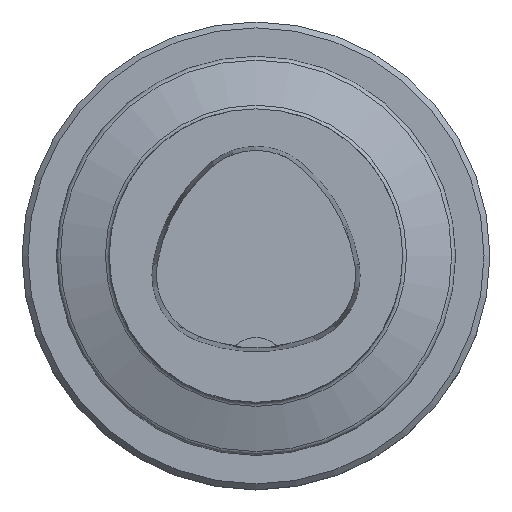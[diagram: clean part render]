
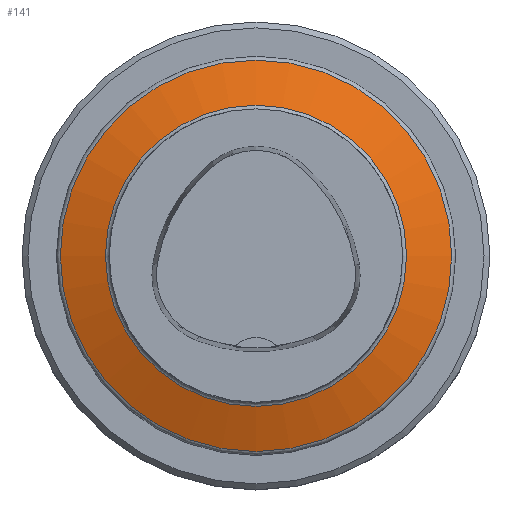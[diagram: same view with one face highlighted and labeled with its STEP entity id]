
A CAD part, top view. The second image highlights one B-rep face of the part: STEP entity #141.
In plain terms, the highlighted conical face has half-angle 70 degrees and reference radius 34 mm.
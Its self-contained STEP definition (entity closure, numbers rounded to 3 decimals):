
#131=CONICAL_SURFACE('',#547,34.,70.);
#141=ADVANCED_FACE('CN_EXP_SU_2',(#181,#182),#131,.T.);
#181=FACE_BOUND('',#209,.T.);
#182=FACE_BOUND('',#210,.T.);
#209=EDGE_LOOP('',(#259));
#210=EDGE_LOOP('',(#260));
#259=ORIENTED_EDGE('',*,*,#423,.T.);
#260=ORIENTED_EDGE('',*,*,#424,.T.);
#379=VERTEX_POINT('',#795);
#380=VERTEX_POINT('',#797);
#423=EDGE_CURVE('',#379,#379,#483,.T.);
#424=EDGE_CURVE('',#380,#380,#484,.T.);
#483=CIRCLE('',#545,33.342);
#484=CIRCLE('',#546,25.648);
#545=AXIS2_PLACEMENT_3D('',#794,#626,#627);
#546=AXIS2_PLACEMENT_3D('',#796,#628,#629);
#547=AXIS2_PLACEMENT_3D('',#798,#630,#631);
#626=DIRECTION('',(0.,0.,1.));
#627=DIRECTION('',(1.,0.,0.));
#628=DIRECTION('',(0.,0.,-1.));
#629=DIRECTION('',(-1.,0.,0.));
#630=DIRECTION('',(0.,0.,-1.));
#631=DIRECTION('',(-1.,0.,0.));
#794=CARTESIAN_POINT('',(0.,0.,-23.74));
#795=CARTESIAN_POINT('',(33.342,0.,-23.74));
#796=CARTESIAN_POINT('',(0.,0.,-20.94));
#797=CARTESIAN_POINT('',(-25.648,0.,-20.94));
#798=CARTESIAN_POINT('',(0.,0.,-23.98));
